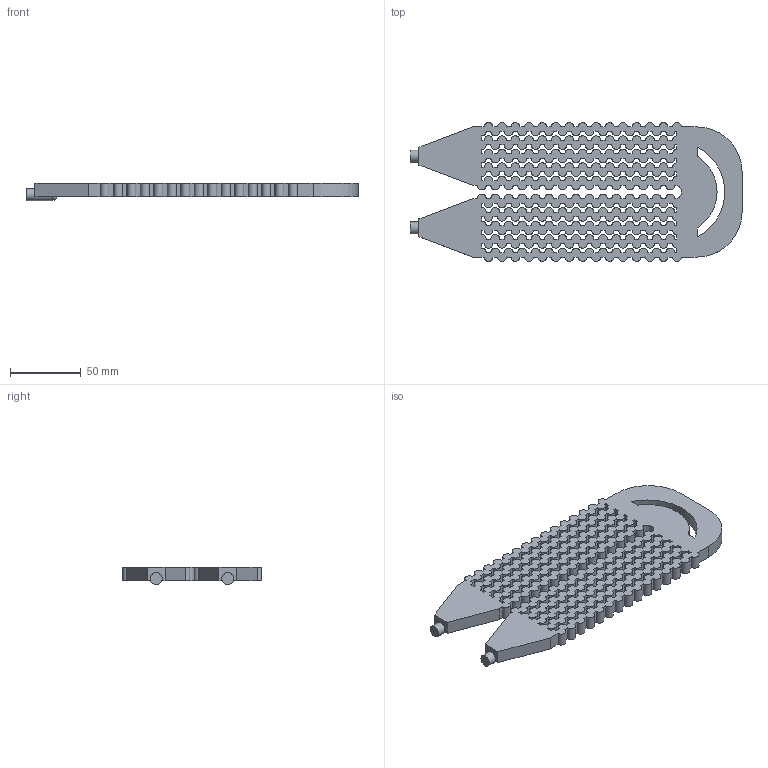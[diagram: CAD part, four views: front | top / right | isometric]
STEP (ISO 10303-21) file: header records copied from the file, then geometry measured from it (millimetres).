
FILE_DESCRIPTION(('Open CASCADE Model'),'2;1');
FILE_NAME('Open CASCADE Shape Model','2022-01-21T09:09:44',('Author'),( 'Open CASCADE'),'Open CASCADE STEP processor 7.5','Open CASCADE 7.5' ,'Unknown');
FILE_SCHEMA(('AUTOMOTIVE_DESIGN { 1 0 10303 214 1 1 1 1 }'));
Length unit declared in the file: metre
Products named in the file (1): Open CASCADE STEP translator 7.5 1
Bounding box: 234.95 x 98.43 x 12.19 mm (x, y, z)
Volume: 143934.4 mm3; surface area: 72392.7 mm2
Topology: 1 solids, 1 shells, 640 faces, 1918 edges, 1276 vertices
Faces by surface type: plane 331, cylinder 307, revolution 2
Full cylindrical faces by diameter (mm): 8.5 x2
Entity records: 46764 total; most frequent: CARTESIAN_POINT 7823, DIRECTION 7632, LINE 4502, VECTOR 4502, ORIENTED_EDGE 3828, PCURVE 3828, DEFINITIONAL_REPRESENTATION 3828, EDGE_CURVE 1914
